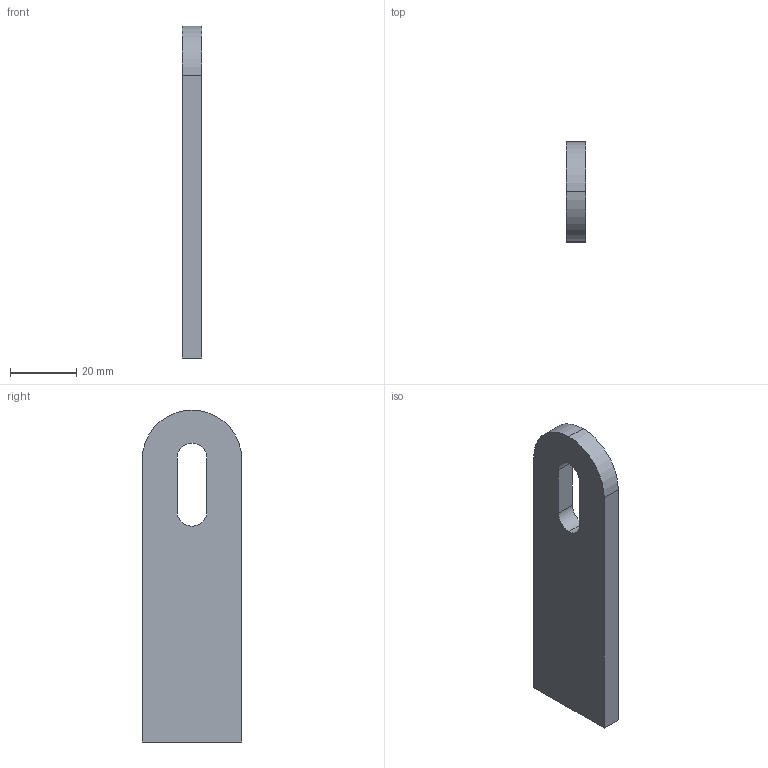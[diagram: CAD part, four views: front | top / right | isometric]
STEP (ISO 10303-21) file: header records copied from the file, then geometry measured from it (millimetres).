
FILE_DESCRIPTION (( 'STEP AP203' ), '1' );
FILE_NAME ('54113-240G.step', '2019-02-20T13:30:11', ( '' ), ( '' ), 'SwSTEP 2.0', 'SolidWorks 2015', '' );
FILE_SCHEMA (( 'CONFIG_CONTROL_DESIGN' ));
Length unit declared in the file: millimetre
Products named in the file (1): 54113-240G
Bounding box: 6 x 30 x 100 mm (x, y, z)
Volume: 16174.7 mm3; surface area: 7242 mm2
Topology: 1 solids, 1 shells, 245 faces, 657 edges, 438 vertices
Faces by surface type: plane 146, bspline 94, cylinder 5
Entity records: 12762 total; most frequent: CARTESIAN_POINT 7179, ORIENTED_EDGE 1314, DIRECTION 783, EDGE_CURVE 657, LINE 459, VECTOR 459, VERTEX_POINT 438, EDGE_LOOP 271
